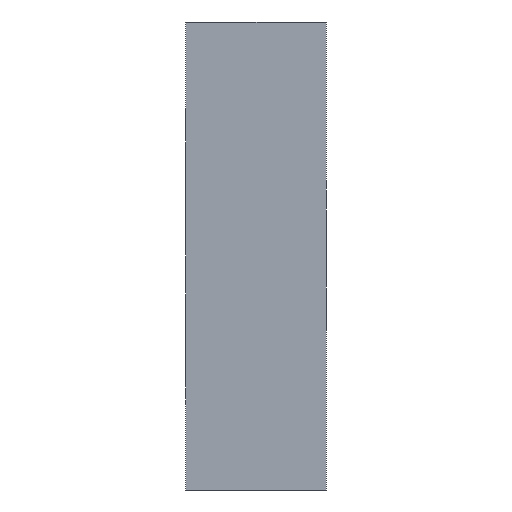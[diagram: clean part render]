
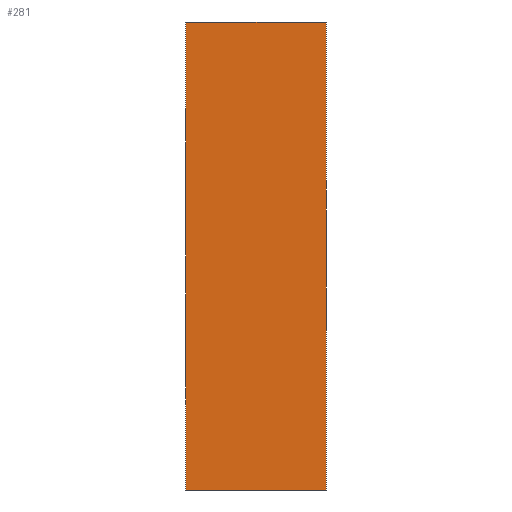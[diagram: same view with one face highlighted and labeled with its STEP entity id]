
A CAD part, left-side view. The second image highlights one B-rep face of the part: STEP entity #281.
In plain terms, the highlighted planar face has unit normal (-1, 0, 0).
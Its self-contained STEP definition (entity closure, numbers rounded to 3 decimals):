
#6 = PLANE ( 'NONE',  #22 ) ;
#12 = EDGE_CURVE ( 'NONE', #327, #399, #239, .T. ) ;
#15 = CARTESIAN_POINT ( 'NONE',  ( -72., 6., 10. ) ) ;
#22 = AXIS2_PLACEMENT_3D ( 'NONE', #381, #114, #140 ) ;
#51 = LINE ( 'NONE', #124, #109 ) ;
#79 = CARTESIAN_POINT ( 'NONE',  ( -72., 6., 10. ) ) ;
#109 = VECTOR ( 'NONE', #123, 1000. ) ;
#114 = DIRECTION ( 'NONE',  ( 1., 0., 0. ) ) ;
#123 = DIRECTION ( 'NONE',  ( 0., -1., 0. ) ) ;
#124 = CARTESIAN_POINT ( 'NONE',  ( -72., 6., -10. ) ) ;
#137 = VERTEX_POINT ( 'NONE', #164 ) ;
#140 = DIRECTION ( 'NONE',  ( 0., 0., -1. ) ) ;
#147 = ORIENTED_EDGE ( 'NONE', *, *, #338, .F. ) ;
#148 = DIRECTION ( 'NONE',  ( 0., -1., 0. ) ) ;
#164 = CARTESIAN_POINT ( 'NONE',  ( -72., 6., -10. ) ) ;
#168 = VECTOR ( 'NONE', #326, 1000. ) ;
#178 = EDGE_CURVE ( 'NONE', #137, #258, #197, .T. ) ;
#197 = LINE ( 'NONE', #362, #168 ) ;
#210 = EDGE_LOOP ( 'NONE', ( #297, #147, #295, #345 ) ) ;
#233 = VECTOR ( 'NONE', #415, 1000. ) ;
#239 = LINE ( 'NONE', #375, #233 ) ;
#244 = LINE ( 'NONE', #79, #265 ) ;
#258 = VERTEX_POINT ( 'NONE', #15 ) ;
#265 = VECTOR ( 'NONE', #148, 1000. ) ;
#281 = ADVANCED_FACE ( 'NONE', ( #386 ), #6, .F. ) ;
#286 = CARTESIAN_POINT ( 'NONE',  ( -72., 0., 10. ) ) ;
#295 = ORIENTED_EDGE ( 'NONE', *, *, #178, .F. ) ;
#297 = ORIENTED_EDGE ( 'NONE', *, *, #12, .T. ) ;
#326 = DIRECTION ( 'NONE',  ( 0., 0., 1. ) ) ;
#327 = VERTEX_POINT ( 'NONE', #378 ) ;
#338 = EDGE_CURVE ( 'NONE', #258, #399, #244, .T. ) ;
#345 = ORIENTED_EDGE ( 'NONE', *, *, #388, .T. ) ;
#362 = CARTESIAN_POINT ( 'NONE',  ( -72., 6., 10. ) ) ;
#375 = CARTESIAN_POINT ( 'NONE',  ( -72., 0., 10. ) ) ;
#378 = CARTESIAN_POINT ( 'NONE',  ( -72., 0., -10. ) ) ;
#381 = CARTESIAN_POINT ( 'NONE',  ( -72., 6., 10. ) ) ;
#386 = FACE_OUTER_BOUND ( 'NONE', #210, .T. ) ;
#388 = EDGE_CURVE ( 'NONE', #137, #327, #51, .T. ) ;
#399 = VERTEX_POINT ( 'NONE', #286 ) ;
#415 = DIRECTION ( 'NONE',  ( 0., 0., 1. ) ) ;
